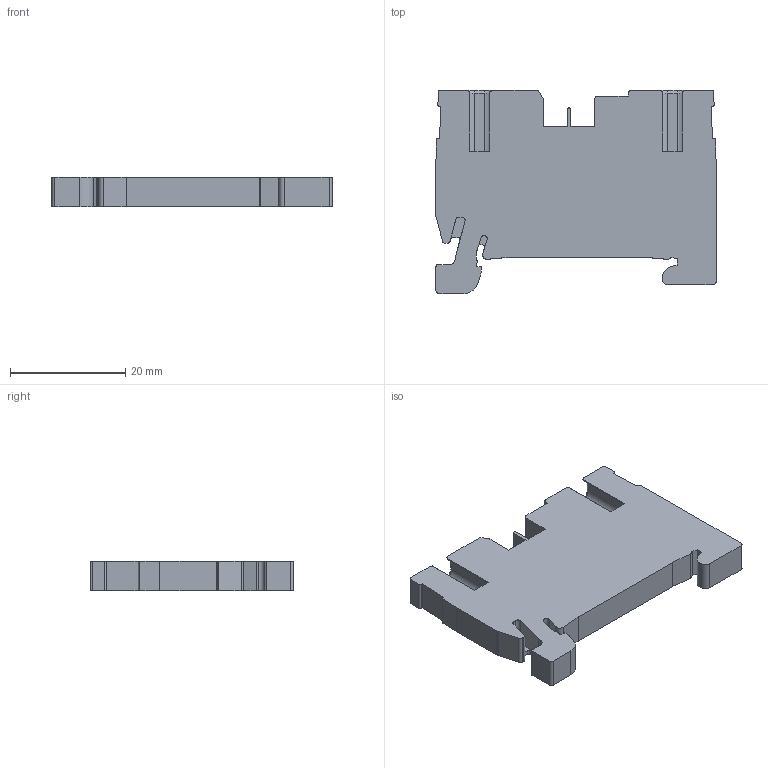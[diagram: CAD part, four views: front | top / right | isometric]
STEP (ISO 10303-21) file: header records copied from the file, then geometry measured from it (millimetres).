
FILE_DESCRIPTION((''),'2;1');
FILE_NAME('27006_PRK2-5_2A','2019-07-18T',('Christian Carl'),(''),'CREO PARAMETRIC BY PTC INC, 2016380','CREO PARAMETRIC BY PTC INC, 2016380','');
FILE_SCHEMA(('CONFIG_CONTROL_DESIGN'));
Length unit declared in the file: millimetre
Products named in the file (1): 27006_PRK2-5_2A
Bounding box: 48.5 x 35.2 x 5.1 mm (x, y, z)
Volume: 5783 mm3; surface area: 5016.8 mm2
Topology: 1 solids, 1 shells, 208 faces, 598 edges, 396 vertices
Faces by surface type: plane 133, cylinder 67, cone 8
Entity records: 6869 total; most frequent: CARTESIAN_POINT 1251, ORIENTED_EDGE 1196, DIRECTION 1150, EDGE_CURVE 598, VECTOR 438, LINE 438, VERTEX_POINT 396, AXIS2_PLACEMENT_3D 356
